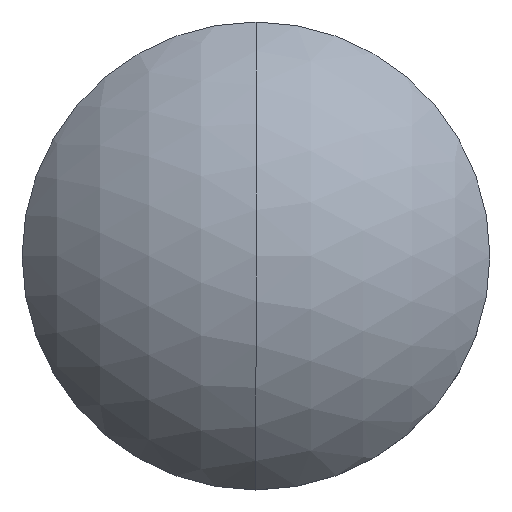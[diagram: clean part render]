
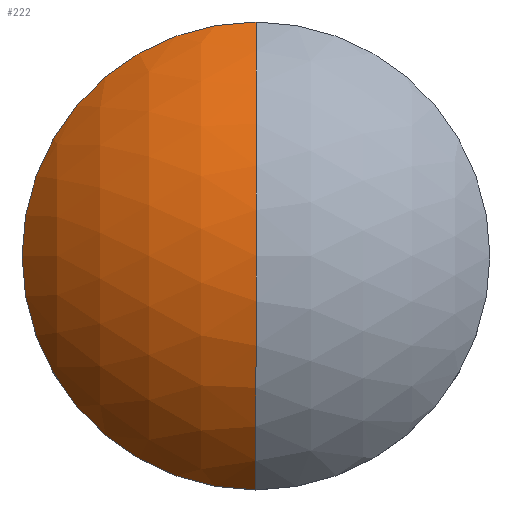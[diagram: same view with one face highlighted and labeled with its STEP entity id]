
A CAD part, top view. The second image highlights one B-rep face of the part: STEP entity #222.
In plain terms, the highlighted spherical face has radius 7.72 mm.
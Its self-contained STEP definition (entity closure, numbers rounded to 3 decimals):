
#1 = CARTESIAN_POINT ( 'NONE',  ( 0., -6.35, -0.77 ) ) ;
#2 = CIRCLE ( 'NONE', #3, 6.35 ) ;
#3 = AXIS2_PLACEMENT_3D ( 'NONE', #5, #6, #4 ) ;
#4 = DIRECTION ( 'NONE',  ( 1., 0., 0. ) ) ;
#5 = CARTESIAN_POINT ( 'NONE',  ( 0., 0., -0.77 ) ) ;
#6 = DIRECTION ( 'NONE',  ( 0., 0., 1. ) ) ;
#7 = CARTESIAN_POINT ( 'NONE',  ( 0., 0., 2.56 ) ) ;
#70 = DIRECTION ( 'NONE',  ( 0., 1., 0. ) ) ;
#71 = DIRECTION ( 'NONE',  ( -1., 0., 0. ) ) ;
#72 = AXIS2_PLACEMENT_3D ( 'NONE', #148, #71, #70 ) ;
#73 = CIRCLE ( 'NONE', #76, 7.72 ) ;
#76 = AXIS2_PLACEMENT_3D ( 'NONE', #89, #107, #159 ) ;
#89 = CARTESIAN_POINT ( 'NONE',  ( 0., 0., -5.16 ) ) ;
#106 = CIRCLE ( 'NONE', #130, 6.35 ) ;
#107 = DIRECTION ( 'NONE',  ( -1., 0., 0. ) ) ;
#126 = CARTESIAN_POINT ( 'NONE',  ( 0., 6.35, -0.77 ) ) ;
#127 = DIRECTION ( 'NONE',  ( 1., 0., 0. ) ) ;
#128 = DIRECTION ( 'NONE',  ( 0., 0., 1. ) ) ;
#129 = CARTESIAN_POINT ( 'NONE',  ( 0., 0., -0.77 ) ) ;
#130 = AXIS2_PLACEMENT_3D ( 'NONE', #129, #128, #127 ) ;
#132 = CARTESIAN_POINT ( 'NONE',  ( 0., 0., -5.16 ) ) ;
#134 = CARTESIAN_POINT ( 'NONE',  ( -6.35, 0., -0.77 ) ) ;
#146 = FACE_OUTER_BOUND ( 'NONE', #232, .T. ) ;
#148 = CARTESIAN_POINT ( 'NONE',  ( 0., 0., -5.16 ) ) ;
#149 = SPHERICAL_SURFACE ( 'NONE', #72, 7.72 ) ;
#151 = CIRCLE ( 'NONE', #163, 7.72 ) ;
#159 = DIRECTION ( 'NONE',  ( 0., -1., 0. ) ) ;
#161 = DIRECTION ( 'NONE',  ( 0., 0., -1. ) ) ;
#162 = DIRECTION ( 'NONE',  ( 1., 0., 0. ) ) ;
#163 = AXIS2_PLACEMENT_3D ( 'NONE', #132, #162, #161 ) ;
#215 = VERTEX_POINT ( 'NONE', #7 ) ;
#216 = VERTEX_POINT ( 'NONE', #1 ) ;
#217 = EDGE_CURVE ( 'NONE', #229, #216, #2, .T. ) ;
#218 = ORIENTED_EDGE ( 'NONE', *, *, #219, .T. ) ;
#219 = EDGE_CURVE ( 'NONE', #216, #215, #73, .T. ) ;
#220 = ORIENTED_EDGE ( 'NONE', *, *, #226, .T. ) ;
#222 = ADVANCED_FACE ( 'NONE', ( #146 ), #149, .T. ) ;
#226 = EDGE_CURVE ( 'NONE', #227, #229, #106, .T. ) ;
#227 = VERTEX_POINT ( 'NONE', #126 ) ;
#229 = VERTEX_POINT ( 'NONE', #134 ) ;
#232 = EDGE_LOOP ( 'NONE', ( #220, #235, #218, #241 ) ) ;
#235 = ORIENTED_EDGE ( 'NONE', *, *, #217, .T. ) ;
#241 = ORIENTED_EDGE ( 'NONE', *, *, #242, .F. ) ;
#242 = EDGE_CURVE ( 'NONE', #227, #215, #151, .T. ) ;
